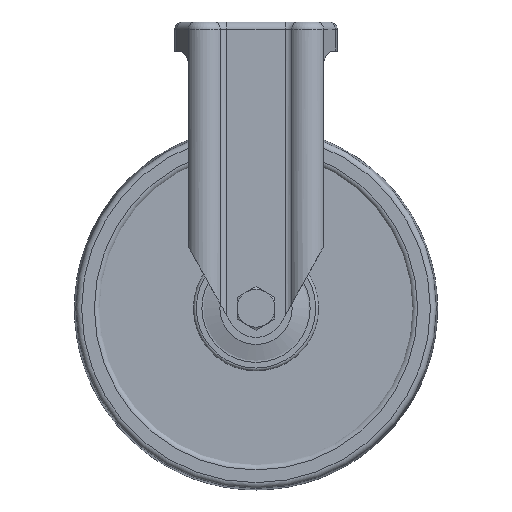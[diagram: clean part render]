
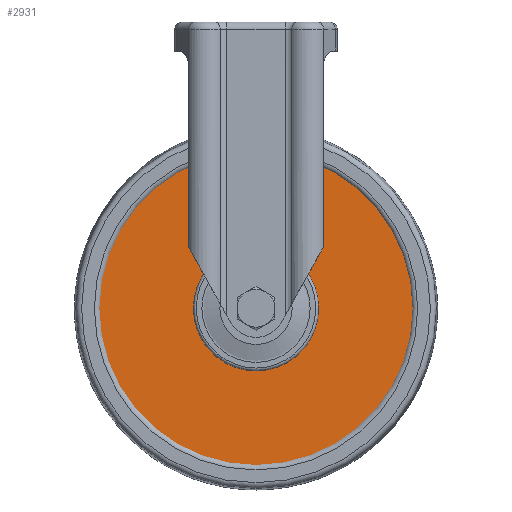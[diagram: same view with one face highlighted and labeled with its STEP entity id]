
A CAD part, top view. The second image highlights one B-rep face of the part: STEP entity #2931.
In plain terms, the highlighted planar face has unit normal (0, 0, 1).
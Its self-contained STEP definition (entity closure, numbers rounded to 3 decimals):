
#537=PLANE('',#3245);
#626=CIRCLE('',#3223,55.62);
#636=CIRCLE('',#3244,19.5);
#965=ORIENTED_EDGE('',*,*,#1665,.T.);
#966=ORIENTED_EDGE('',*,*,#1655,.F.);
#1655=EDGE_CURVE('',#2030,#2030,#626,.T.);
#1665=EDGE_CURVE('',#2040,#2040,#636,.T.);
#2030=VERTEX_POINT('',#4818);
#2040=VERTEX_POINT('',#4849);
#2391=EDGE_LOOP('',(#965));
#2392=EDGE_LOOP('',(#966));
#2665=FACE_BOUND('',#2391,.T.);
#2666=FACE_BOUND('',#2392,.T.);
#2931=ADVANCED_FACE('',(#2665,#2666),#537,.T.);
#3223=AXIS2_PLACEMENT_3D('',#4817,#3748,#3749);
#3244=AXIS2_PLACEMENT_3D('',#4848,#3790,#3791);
#3245=AXIS2_PLACEMENT_3D('',#4850,#3792,#3793);
#3748=DIRECTION('',(0.,0.,-1.));
#3749=DIRECTION('',(-1.,0.,0.));
#3790=DIRECTION('',(0.,0.,-1.));
#3791=DIRECTION('',(-1.,0.,0.));
#3792=DIRECTION('',(0.,0.,1.));
#3793=DIRECTION('',(1.,0.,0.));
#4817=CARTESIAN_POINT('',(0.,0.,15.));
#4818=CARTESIAN_POINT('',(-55.62,0.,15.));
#4848=CARTESIAN_POINT('',(0.,0.,15.));
#4849=CARTESIAN_POINT('',(-19.5,0.,15.));
#4850=CARTESIAN_POINT('',(-55.62,0.,15.));
